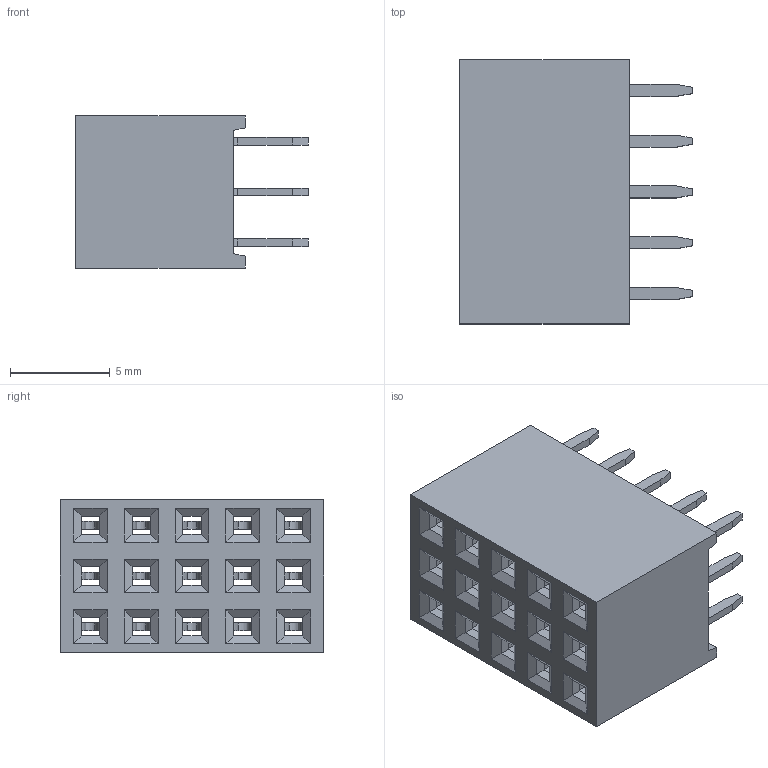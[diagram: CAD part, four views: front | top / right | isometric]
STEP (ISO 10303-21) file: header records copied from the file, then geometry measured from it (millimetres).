
FILE_DESCRIPTION(/* description */ (''),/* implementation_level */ '2;1');
FILE_NAME(/* name */ '157-15-3-xx.stp',/* time_stamp */ '2025-09-19T10:59:37+02:00',/* author */ ('andreas.larin'),/* organization */ (''),/* preprocessor_version */ 'ST-DEVELOPER v20',/* originating_system */ 'Autodesk Inventor 2025',/* authorisation */ '');
FILE_SCHEMA (('AUTOMOTIVE_DESIGN { 1 0 10303 214 3 1 1 }'));
Length unit declared in the file: millimetre
Products named in the file (1): 157-15-3-xx
Bounding box: 11.65 x 13.2 x 7.62 mm (x, y, z)
Volume: 636.6 mm3; surface area: 1833.7 mm2
Topology: 1 solids, 1 shells, 1085 faces, 3160 edges, 2060 vertices
Faces by surface type: plane 800, cylinder 285
Entity records: 35747 total; most frequent: ORIENTED_EDGE 6320, CARTESIAN_POINT 6306, DIRECTION 5902, EDGE_CURVE 3160, LINE 2590, VECTOR 2590, VERTEX_POINT 2060, AXIS2_PLACEMENT_3D 1656
